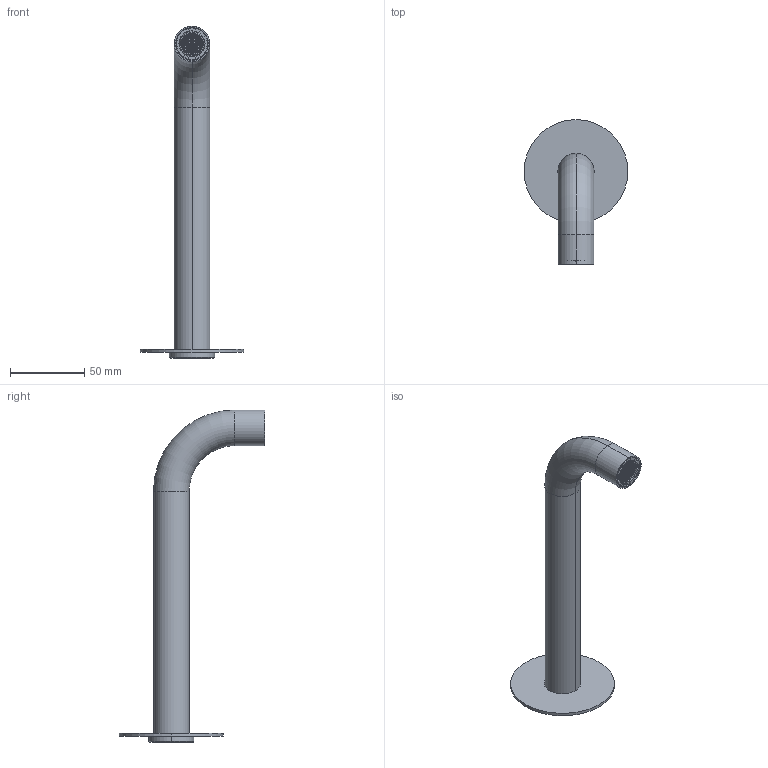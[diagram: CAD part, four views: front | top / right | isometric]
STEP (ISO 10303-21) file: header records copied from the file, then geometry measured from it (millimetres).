
FILE_DESCRIPTION((''),'2;1');
FILE_NAME('ALOG601','2022-09-07T10:58:30',('Michela Ferrini'),(''),'CREO PARAMETRIC BY PTC INC, 2020281','CREO PARAMETRIC BY PTC INC, 2020281','');
FILE_SCHEMA(('CONFIG_CONTROL_DESIGN'));
Products named in the file (8): ALOG007C003; ALOG601C001; ALOG601C002; ALOG601W001; SARMAC0019; SARMAC0020; SARMAA0005; ALOG601
Assembly tree (7 placements, depth 3):
  ALOG601
    ALOG007C003
    ALOG601W001
      ALOG601C001
      ALOG601C002
    SARMAA0005
      SARMAC0019
      SARMAC0020
Bounding box: 70 x 98 x 224 mm (x, y, z)
Volume: 45885.4 mm3; surface area: 50029.3 mm2
Topology: 5 solids, 8 shells, 1615 faces, 4228 edges, 2798 vertices
Faces by surface type: plane 1281, cylinder 126, bspline 107, torus 65, cone 36
Entity records: 61544 total; most frequent: CARTESIAN_POINT 21782, ORIENTED_EDGE 8420, DIRECTION 7577, EDGE_CURVE 4216, VECTOR 3413, LINE 3413, VERTEX_POINT 2784, AXIS2_PLACEMENT_3D 2082
